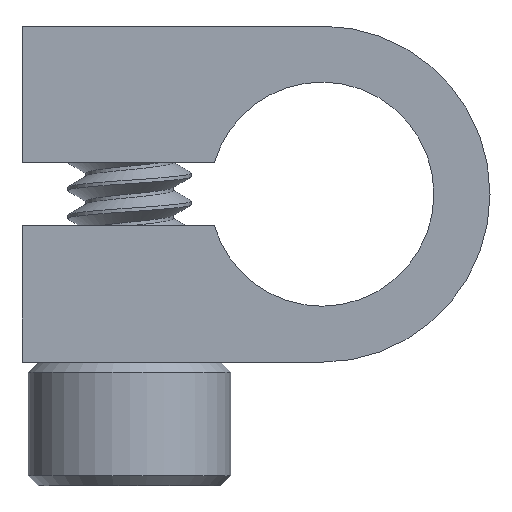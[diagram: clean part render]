
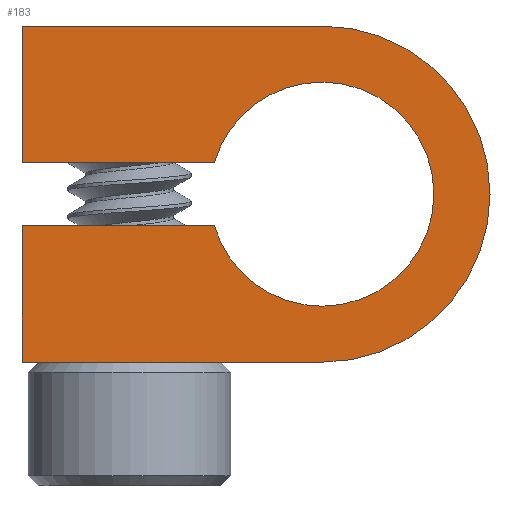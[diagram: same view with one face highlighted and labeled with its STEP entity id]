
A CAD part, front view. The second image highlights one B-rep face of the part: STEP entity #183.
In plain terms, the highlighted planar face has unit normal (0, -1, 0).
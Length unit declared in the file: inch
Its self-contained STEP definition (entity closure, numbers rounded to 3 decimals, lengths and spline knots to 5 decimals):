
#28 = DIRECTION ( 'NONE',  ( 0., 0., 1. ) ) ;
#176 = DIRECTION ( 'NONE',  ( 0., 0., 1. ) ) ;
#183 = ADVANCED_FACE ( 'NONE', ( #1021 ), #5057, .F. ) ;
#239 = VECTOR ( 'NONE', #1749, 39.37008 ) ;
#430 = VECTOR ( 'NONE', #2381, 39.37008 ) ;
#445 = LINE ( 'NONE', #2467, #4733 ) ;
#537 = ORIENTED_EDGE ( 'NONE', *, *, #1376, .T. ) ;
#539 = VERTEX_POINT ( 'NONE', #5181 ) ;
#555 = DIRECTION ( 'NONE',  ( 0., 1., 0. ) ) ;
#596 = DIRECTION ( 'NONE',  ( 0., 1., 0. ) ) ;
#613 = DIRECTION ( 'NONE',  ( 0., 0., 1. ) ) ;
#703 = DIRECTION ( 'NONE',  ( 0., 1., 0. ) ) ;
#743 = CARTESIAN_POINT ( 'NONE',  ( 0., 0., 0. ) ) ;
#903 = CARTESIAN_POINT ( 'NONE',  ( -0.12, 0., 0.035 ) ) ;
#979 = VERTEX_POINT ( 'NONE', #1364 ) ;
#1018 = CARTESIAN_POINT ( 'NONE',  ( -0.3346, 0., -0.035 ) ) ;
#1021 = FACE_OUTER_BOUND ( 'NONE', #5945, .T. ) ;
#1125 = AXIS2_PLACEMENT_3D ( 'NONE', #4691, #596, #28 ) ;
#1364 = CARTESIAN_POINT ( 'NONE',  ( -0.12, 0., -0.035 ) ) ;
#1376 = EDGE_CURVE ( 'NONE', #5620, #2141, #4438, .T. ) ;
#1400 = LINE ( 'NONE', #2397, #5428 ) ;
#1493 = LINE ( 'NONE', #2036, #4030 ) ;
#1576 = VERTEX_POINT ( 'NONE', #1809 ) ;
#1601 = AXIS2_PLACEMENT_3D ( 'NONE', #743, #5232, #3269 ) ;
#1650 = EDGE_CURVE ( 'NONE', #6528, #4721, #445, .T. ) ;
#1698 = CARTESIAN_POINT ( 'NONE',  ( 0., 0., 0. ) ) ;
#1732 = CARTESIAN_POINT ( 'NONE',  ( 0., 0., 0. ) ) ;
#1749 = DIRECTION ( 'NONE',  ( 1., 0., 0. ) ) ;
#1809 = CARTESIAN_POINT ( 'NONE',  ( -0.3346, 0., -0.035 ) ) ;
#1821 = EDGE_CURVE ( 'NONE', #2141, #5368, #5205, .T. ) ;
#1837 = CARTESIAN_POINT ( 'NONE',  ( 0., 0., 0.125 ) ) ;
#1862 = DIRECTION ( 'NONE',  ( 0., 0., 1. ) ) ;
#2036 = CARTESIAN_POINT ( 'NONE',  ( -0.3346, 0., -0.1875 ) ) ;
#2069 = AXIS2_PLACEMENT_3D ( 'NONE', #1732, #703, #176 ) ;
#2088 = CARTESIAN_POINT ( 'NONE',  ( -0.3346, 0., -0.1875 ) ) ;
#2126 = EDGE_CURVE ( 'NONE', #1576, #979, #4802, .T. ) ;
#2141 = VERTEX_POINT ( 'NONE', #1837 ) ;
#2149 = ORIENTED_EDGE ( 'NONE', *, *, #5160, .F. ) ;
#2357 = CIRCLE ( 'NONE', #2584, 0.1875 ) ;
#2381 = DIRECTION ( 'NONE',  ( -1., 0., 0. ) ) ;
#2395 = ORIENTED_EDGE ( 'NONE', *, *, #3102, .T. ) ;
#2397 = CARTESIAN_POINT ( 'NONE',  ( -0.3346, 0., -0.1875 ) ) ;
#2467 = CARTESIAN_POINT ( 'NONE',  ( 0., 0., -0.1875 ) ) ;
#2521 = EDGE_CURVE ( 'NONE', #4721, #1576, #1493, .T. ) ;
#2584 = AXIS2_PLACEMENT_3D ( 'NONE', #1698, #2703, #3160 ) ;
#2620 = ORIENTED_EDGE ( 'NONE', *, *, #1821, .T. ) ;
#2703 = DIRECTION ( 'NONE',  ( 0., 1., 0. ) ) ;
#2963 = DIRECTION ( 'NONE',  ( -1., 0., 0. ) ) ;
#3102 = EDGE_CURVE ( 'NONE', #5368, #979, #3696, .T. ) ;
#3126 = CARTESIAN_POINT ( 'NONE',  ( 0., 0., 0. ) ) ;
#3160 = DIRECTION ( 'NONE',  ( 0., 0., 1. ) ) ;
#3269 = DIRECTION ( 'NONE',  ( 0., 0., 1. ) ) ;
#3382 = EDGE_CURVE ( 'NONE', #5620, #539, #4502, .T. ) ;
#3572 = VERTEX_POINT ( 'NONE', #5014 ) ;
#3631 = ORIENTED_EDGE ( 'NONE', *, *, #3382, .F. ) ;
#3696 = CIRCLE ( 'NONE', #1601, 0.125 ) ;
#3763 = ORIENTED_EDGE ( 'NONE', *, *, #5090, .F. ) ;
#3812 = CARTESIAN_POINT ( 'NONE',  ( 0., 0., -0.125 ) ) ;
#4030 = VECTOR ( 'NONE', #613, 39.37008 ) ;
#4246 = LINE ( 'NONE', #5287, #239 ) ;
#4346 = VERTEX_POINT ( 'NONE', #6532 ) ;
#4352 = EDGE_CURVE ( 'NONE', #4346, #6528, #2357, .T. ) ;
#4410 = ORIENTED_EDGE ( 'NONE', *, *, #1650, .F. ) ;
#4438 = CIRCLE ( 'NONE', #1125, 0.125 ) ;
#4502 = LINE ( 'NONE', #4838, #430 ) ;
#4691 = CARTESIAN_POINT ( 'NONE',  ( 0., 0., 0. ) ) ;
#4721 = VERTEX_POINT ( 'NONE', #2088 ) ;
#4733 = VECTOR ( 'NONE', #2963, 39.37008 ) ;
#4802 = LINE ( 'NONE', #1018, #5131 ) ;
#4838 = CARTESIAN_POINT ( 'NONE',  ( -0.3346, 0., 0.035 ) ) ;
#4909 = CARTESIAN_POINT ( 'NONE',  ( 0., 0., -0.1875 ) ) ;
#5014 = CARTESIAN_POINT ( 'NONE',  ( -0.3346, 0., 0.1875 ) ) ;
#5057 = PLANE ( 'NONE',  #5736 ) ;
#5090 = EDGE_CURVE ( 'NONE', #3572, #4346, #4246, .T. ) ;
#5131 = VECTOR ( 'NONE', #5162, 39.37008 ) ;
#5138 = DIRECTION ( 'NONE',  ( 0., 0., 1. ) ) ;
#5160 = EDGE_CURVE ( 'NONE', #539, #3572, #1400, .T. ) ;
#5162 = DIRECTION ( 'NONE',  ( 1., 0., 0. ) ) ;
#5181 = CARTESIAN_POINT ( 'NONE',  ( -0.3346, 0., 0.035 ) ) ;
#5205 = CIRCLE ( 'NONE', #2069, 0.125 ) ;
#5232 = DIRECTION ( 'NONE',  ( 0., 1., 0. ) ) ;
#5287 = CARTESIAN_POINT ( 'NONE',  ( -0.3346, 0., 0.1875 ) ) ;
#5368 = VERTEX_POINT ( 'NONE', #3812 ) ;
#5428 = VECTOR ( 'NONE', #1862, 39.37008 ) ;
#5620 = VERTEX_POINT ( 'NONE', #903 ) ;
#5659 = ORIENTED_EDGE ( 'NONE', *, *, #2521, .F. ) ;
#5736 = AXIS2_PLACEMENT_3D ( 'NONE', #3126, #555, #5138 ) ;
#5807 = ORIENTED_EDGE ( 'NONE', *, *, #2126, .F. ) ;
#5945 = EDGE_LOOP ( 'NONE', ( #2149, #3631, #537, #2620, #2395, #5807, #5659, #4410, #6048, #3763 ) ) ;
#6048 = ORIENTED_EDGE ( 'NONE', *, *, #4352, .F. ) ;
#6528 = VERTEX_POINT ( 'NONE', #4909 ) ;
#6532 = CARTESIAN_POINT ( 'NONE',  ( 0., 0., 0.1875 ) ) ;
